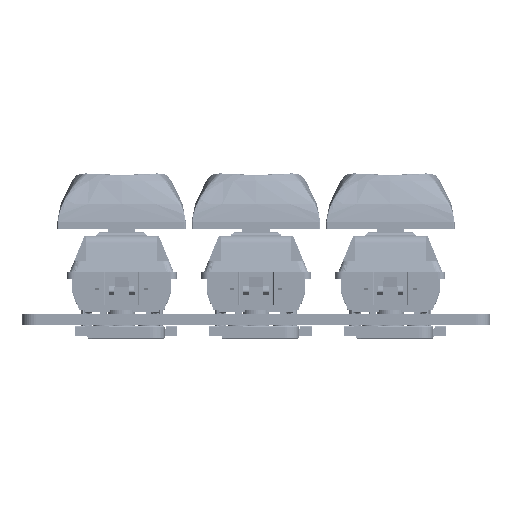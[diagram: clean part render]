
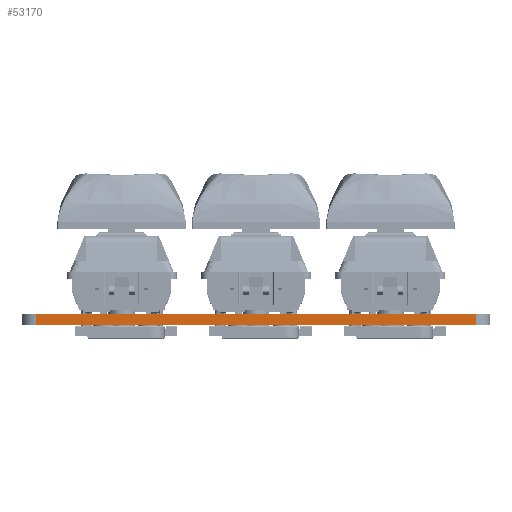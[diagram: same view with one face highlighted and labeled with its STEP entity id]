
A CAD part, front view. The second image highlights one B-rep face of the part: STEP entity #53170.
In plain terms, the highlighted planar face has unit normal (0, -1, 0).
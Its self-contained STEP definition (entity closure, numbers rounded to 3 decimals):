
#49779 = VERTEX_POINT('',#49780);
#49780 = CARTESIAN_POINT('',(173.325,-204.3,0.));
#49787 = EDGE_CURVE('',#49788,#49779,#49790,.T.);
#49788 = VERTEX_POINT('',#49789);
#49789 = CARTESIAN_POINT('',(235.675,-204.3,0.));
#49790 = LINE('',#49791,#49792);
#49791 = CARTESIAN_POINT('',(235.675,-204.3,0.));
#49792 = VECTOR('',#49793,1.);
#49793 = DIRECTION('',(-1.,0.,0.));
#51461 = VERTEX_POINT('',#51462);
#51462 = CARTESIAN_POINT('',(173.325,-204.3,1.51));
#51469 = EDGE_CURVE('',#51470,#51461,#51472,.T.);
#51470 = VERTEX_POINT('',#51471);
#51471 = CARTESIAN_POINT('',(235.675,-204.3,1.51));
#51472 = LINE('',#51473,#51474);
#51473 = CARTESIAN_POINT('',(235.675,-204.3,1.51));
#51474 = VECTOR('',#51475,1.);
#51475 = DIRECTION('',(-1.,0.,0.));
#53142 = EDGE_CURVE('',#49788,#51470,#53143,.T.);
#53143 = LINE('',#53144,#53145);
#53144 = CARTESIAN_POINT('',(235.675,-204.3,0.));
#53145 = VECTOR('',#53146,1.);
#53146 = DIRECTION('',(0.,0.,1.));
#53170 = ADVANCED_FACE('',(#53171),#53182,.T.);
#53171 = FACE_BOUND('',#53172,.T.);
#53172 = EDGE_LOOP('',(#53173,#53174,#53175,#53181));
#53173 = ORIENTED_EDGE('',*,*,#53142,.T.);
#53174 = ORIENTED_EDGE('',*,*,#51469,.T.);
#53175 = ORIENTED_EDGE('',*,*,#53176,.F.);
#53176 = EDGE_CURVE('',#49779,#51461,#53177,.T.);
#53177 = LINE('',#53178,#53179);
#53178 = CARTESIAN_POINT('',(173.325,-204.3,0.));
#53179 = VECTOR('',#53180,1.);
#53180 = DIRECTION('',(0.,0.,1.));
#53181 = ORIENTED_EDGE('',*,*,#49787,.F.);
#53182 = PLANE('',#53183);
#53183 = AXIS2_PLACEMENT_3D('',#53184,#53185,#53186);
#53184 = CARTESIAN_POINT('',(235.675,-204.3,0.));
#53185 = DIRECTION('',(0.,-1.,0.));
#53186 = DIRECTION('',(-1.,0.,0.));
